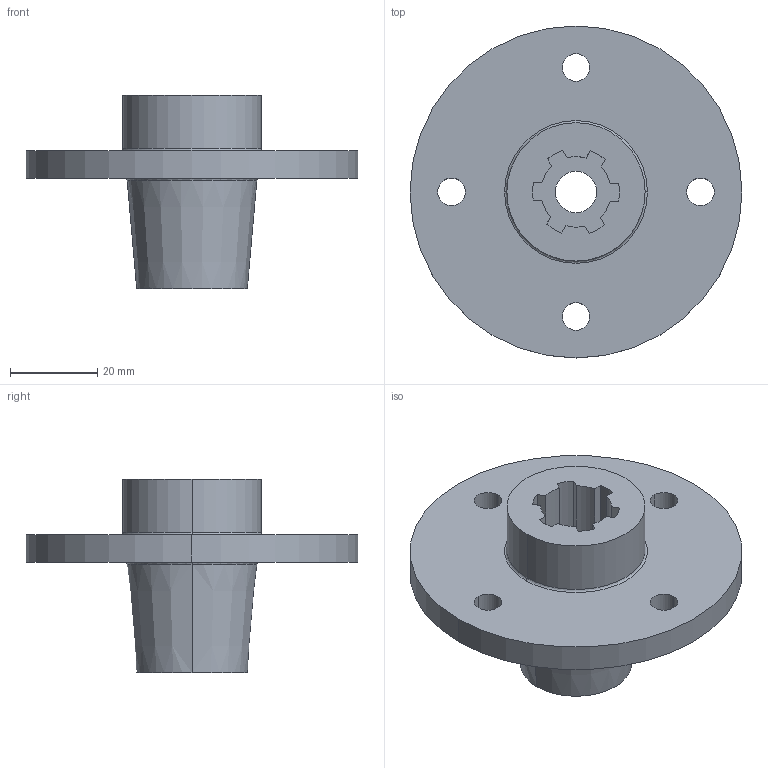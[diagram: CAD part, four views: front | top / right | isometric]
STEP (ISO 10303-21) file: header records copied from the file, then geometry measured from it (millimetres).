
FILE_DESCRIPTION((''),'2;1');
FILE_NAME('KeyangMotorCoupler.stp','2007-01-12T19:59:47',('uidk0133'),(''),'Autodesk Inventor (R) 6.0','Autodesk Inventor (R) 6.0','');
FILE_SCHEMA(('AUTOMOTIVE_DESIGN { 1 0 10303 214 1 1 1 1 }'));
Length unit declared in the file: inch
Products named in the file (1): KeyangMotorCoupler
Bounding box: 76.2 x 76.2 x 44.45 mm (x, y, z)
Volume: 43554.4 mm3; surface area: 16725.9 mm2
Topology: 1 solids, 1 shells, 55 faces, 143 edges, 94 vertices
Faces by surface type: bspline 21, plane 20, cylinder 12, cone 2
Entity records: 2126 total; most frequent: CARTESIAN_POINT 744, ORIENTED_EDGE 286, DIRECTION 281, EDGE_CURVE 143, AXIS2_PLACEMENT_3D 103, VERTEX_POINT 94, VECTOR 75, LINE 75
